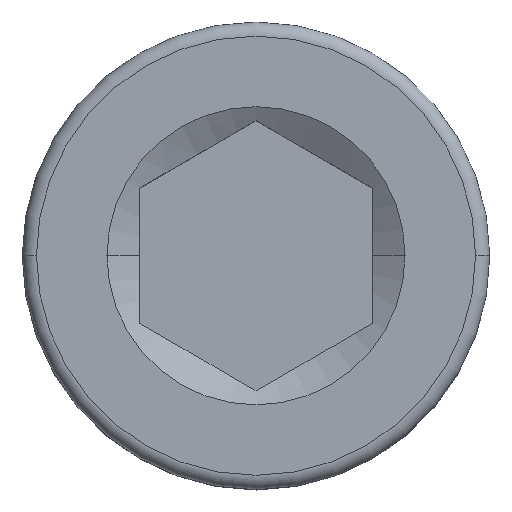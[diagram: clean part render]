
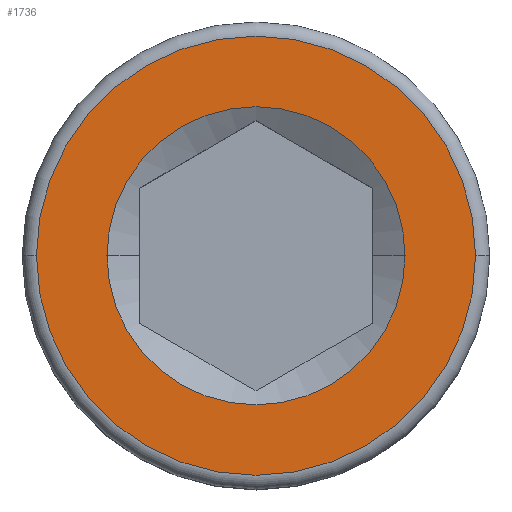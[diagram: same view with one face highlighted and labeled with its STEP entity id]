
A CAD part, top view. The second image highlights one B-rep face of the part: STEP entity #1736.
In plain terms, the highlighted planar face has unit normal (0, 0, 1).
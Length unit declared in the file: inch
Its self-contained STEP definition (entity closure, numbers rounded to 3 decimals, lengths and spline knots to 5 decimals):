
#124 = ORIENTED_EDGE ( 'NONE', *, *, #2747, .F. ) ;
#205 = AXIS2_PLACEMENT_3D ( 'NONE', #2099, #2338, #968 ) ;
#291 = CARTESIAN_POINT ( 'NONE',  ( -0.09963, 0., 0.22 ) ) ;
#295 = DIRECTION ( 'NONE',  ( 0., 0., 1. ) ) ;
#349 = CIRCLE ( 'NONE', #205, 0.09963 ) ;
#426 = CARTESIAN_POINT ( 'NONE',  ( 0.09963, 0., 0.22 ) ) ;
#482 = AXIS2_PLACEMENT_3D ( 'NONE', #1652, #2785, #1629 ) ;
#596 = AXIS2_PLACEMENT_3D ( 'NONE', #1886, #1447, #1689 ) ;
#657 = FACE_BOUND ( 'NONE', #2945, .T. ) ;
#835 = CIRCLE ( 'NONE', #1119, 0.14675 ) ;
#929 = DIRECTION ( 'NONE',  ( -1., 0., 0. ) ) ;
#968 = DIRECTION ( 'NONE',  ( 1., 0., 0. ) ) ;
#1119 = AXIS2_PLACEMENT_3D ( 'NONE', #1179, #1842, #929 ) ;
#1179 = CARTESIAN_POINT ( 'NONE',  ( 0., 0., 0.22 ) ) ;
#1193 = ORIENTED_EDGE ( 'NONE', *, *, #2907, .F. ) ;
#1405 = CARTESIAN_POINT ( 'NONE',  ( 0.14675, 0., 0.22 ) ) ;
#1447 = DIRECTION ( 'NONE',  ( 0., 0., -1. ) ) ;
#1629 = DIRECTION ( 'NONE',  ( 1., 0., 0. ) ) ;
#1652 = CARTESIAN_POINT ( 'NONE',  ( 0., 0., 0.22 ) ) ;
#1657 = CARTESIAN_POINT ( 'NONE',  ( 0., 0.14675, 0.22 ) ) ;
#1689 = DIRECTION ( 'NONE',  ( -1., 0., 0. ) ) ;
#1736 = ADVANCED_FACE ( 'NONE', ( #657, #2846 ), #1905, .T. ) ;
#1842 = DIRECTION ( 'NONE',  ( 0., 0., -1. ) ) ;
#1843 = EDGE_CURVE ( 'NONE', #2906, #2553, #349, .T. ) ;
#1886 = CARTESIAN_POINT ( 'NONE',  ( 0., 0., 0.22 ) ) ;
#1905 = PLANE ( 'NONE',  #2966 ) ;
#1979 = CIRCLE ( 'NONE', #596, 0.14675 ) ;
#2099 = CARTESIAN_POINT ( 'NONE',  ( 0., 0., 0.22 ) ) ;
#2121 = EDGE_LOOP ( 'NONE', ( #124, #2878 ) ) ;
#2242 = CARTESIAN_POINT ( 'NONE',  ( -0.14675, 0., 0.22 ) ) ;
#2337 = EDGE_CURVE ( 'NONE', #2800, #2580, #1979, .T. ) ;
#2338 = DIRECTION ( 'NONE',  ( 0., 0., 1. ) ) ;
#2358 = DIRECTION ( 'NONE',  ( 1., 0., 0. ) ) ;
#2553 = VERTEX_POINT ( 'NONE', #426 ) ;
#2580 = VERTEX_POINT ( 'NONE', #2242 ) ;
#2700 = ORIENTED_EDGE ( 'NONE', *, *, #1843, .F. ) ;
#2747 = EDGE_CURVE ( 'NONE', #2580, #2800, #835, .T. ) ;
#2764 = CIRCLE ( 'NONE', #482, 0.09963 ) ;
#2785 = DIRECTION ( 'NONE',  ( 0., 0., 1. ) ) ;
#2800 = VERTEX_POINT ( 'NONE', #1405 ) ;
#2846 = FACE_OUTER_BOUND ( 'NONE', #2121, .T. ) ;
#2878 = ORIENTED_EDGE ( 'NONE', *, *, #2337, .F. ) ;
#2906 = VERTEX_POINT ( 'NONE', #291 ) ;
#2907 = EDGE_CURVE ( 'NONE', #2553, #2906, #2764, .T. ) ;
#2945 = EDGE_LOOP ( 'NONE', ( #1193, #2700 ) ) ;
#2966 = AXIS2_PLACEMENT_3D ( 'NONE', #1657, #295, #2358 ) ;
